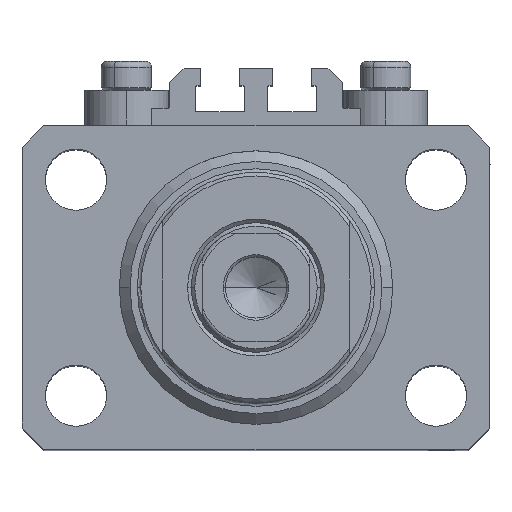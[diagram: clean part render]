
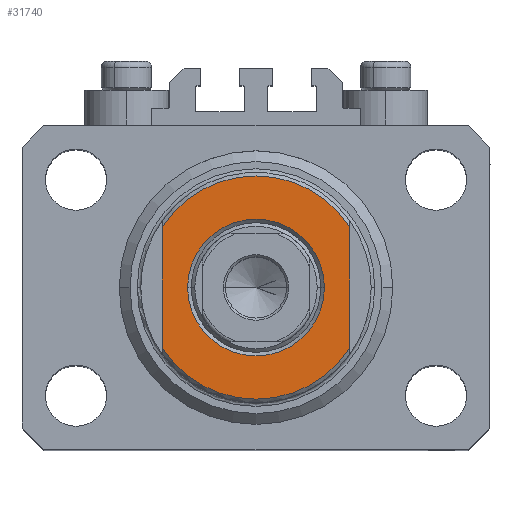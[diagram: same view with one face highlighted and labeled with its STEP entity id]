
A CAD part, top view. The second image highlights one B-rep face of the part: STEP entity #31740.
In plain terms, the highlighted face is planar.
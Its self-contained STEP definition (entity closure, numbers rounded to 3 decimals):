
#185 = DIRECTION ( 'NONE',  ( -1., 0., 0. ) ) ;
#447 = LINE ( 'NONE', #29953, #43607 ) ;
#2690 = VERTEX_POINT ( 'NONE', #3966 ) ;
#3966 = CARTESIAN_POINT ( 'NONE',  ( 9.5, 0., -6.5 ) ) ;
#5540 = CARTESIAN_POINT ( 'NONE',  ( 13., -8.441, -6.5 ) ) ;
#5985 = CARTESIAN_POINT ( 'NONE',  ( 0., 0., -6.5 ) ) ;
#6553 = LINE ( 'NONE', #35086, #32611 ) ;
#7724 = CIRCLE ( 'NONE', #13849, 15.5 ) ;
#8215 = CARTESIAN_POINT ( 'NONE',  ( 0., 0., -6.5 ) ) ;
#11250 = DIRECTION ( 'NONE',  ( 0., -1., 0. ) ) ;
#11810 = DIRECTION ( 'NONE',  ( 0., 0., 1. ) ) ;
#13415 = DIRECTION ( 'NONE',  ( -1., 0., 0. ) ) ;
#13557 = AXIS2_PLACEMENT_3D ( 'NONE', #47209, #44311, #185 ) ;
#13849 = AXIS2_PLACEMENT_3D ( 'NONE', #31662, #17508, #32386 ) ;
#17461 = DIRECTION ( 'NONE',  ( -1., 0., 0. ) ) ;
#17508 = DIRECTION ( 'NONE',  ( 0., 0., -1. ) ) ;
#17663 = CIRCLE ( 'NONE', #20739, 9.5 ) ;
#18955 = CIRCLE ( 'NONE', #45762, 9.5 ) ;
#20739 = AXIS2_PLACEMENT_3D ( 'NONE', #8215, #11810, #26433 ) ;
#21060 = DIRECTION ( 'NONE',  ( 0., 0., -1. ) ) ;
#21450 = ORIENTED_EDGE ( 'NONE', *, *, #31915, .T. ) ;
#22330 = EDGE_CURVE ( 'NONE', #23361, #27441, #6553, .T. ) ;
#22874 = VERTEX_POINT ( 'NONE', #46191 ) ;
#23361 = VERTEX_POINT ( 'NONE', #24227 ) ;
#24227 = CARTESIAN_POINT ( 'NONE',  ( -13., 8.441, -6.5 ) ) ;
#26207 = EDGE_CURVE ( 'NONE', #47070, #38649, #447, .T. ) ;
#26433 = DIRECTION ( 'NONE',  ( -1., 0., 0. ) ) ;
#27441 = VERTEX_POINT ( 'NONE', #35020 ) ;
#28257 = FACE_OUTER_BOUND ( 'NONE', #31401, .T. ) ;
#28411 = ORIENTED_EDGE ( 'NONE', *, *, #30401, .T. ) ;
#29953 = CARTESIAN_POINT ( 'NONE',  ( 13., -43.081, -6.5 ) ) ;
#30401 = EDGE_CURVE ( 'NONE', #23361, #47070, #7724, .T. ) ;
#31134 = AXIS2_PLACEMENT_3D ( 'NONE', #39309, #21060, #17461 ) ;
#31401 = EDGE_LOOP ( 'NONE', ( #28411, #44744, #21450, #38087 ) ) ;
#31662 = CARTESIAN_POINT ( 'NONE',  ( 0., 0., -6.5 ) ) ;
#31740 = ADVANCED_FACE ( 'NONE', ( #31842, #28257 ), #42907, .T. ) ;
#31842 = FACE_BOUND ( 'NONE', #41115, .T. ) ;
#31915 = EDGE_CURVE ( 'NONE', #38649, #27441, #34233, .T. ) ;
#32236 = ORIENTED_EDGE ( 'NONE', *, *, #45162, .T. ) ;
#32386 = DIRECTION ( 'NONE',  ( -1., 0., 0. ) ) ;
#32611 = VECTOR ( 'NONE', #34858, 1000. ) ;
#34233 = CIRCLE ( 'NONE', #13557, 15.5 ) ;
#34858 = DIRECTION ( 'NONE',  ( 0., -1., 0. ) ) ;
#35020 = CARTESIAN_POINT ( 'NONE',  ( -13., -8.441, -6.5 ) ) ;
#35086 = CARTESIAN_POINT ( 'NONE',  ( -13., -43.081, -6.5 ) ) ;
#35244 = DIRECTION ( 'NONE',  ( 0., 0., 1. ) ) ;
#35592 = CARTESIAN_POINT ( 'NONE',  ( 13., 8.441, -6.5 ) ) ;
#37098 = ORIENTED_EDGE ( 'NONE', *, *, #37138, .T. ) ;
#37138 = EDGE_CURVE ( 'NONE', #2690, #22874, #18955, .T. ) ;
#38087 = ORIENTED_EDGE ( 'NONE', *, *, #22330, .F. ) ;
#38649 = VERTEX_POINT ( 'NONE', #5540 ) ;
#39309 = CARTESIAN_POINT ( 'NONE',  ( 0., 0., -6.5 ) ) ;
#41115 = EDGE_LOOP ( 'NONE', ( #32236, #37098 ) ) ;
#42907 = PLANE ( 'NONE',  #31134 ) ;
#43607 = VECTOR ( 'NONE', #11250, 1000. ) ;
#44311 = DIRECTION ( 'NONE',  ( 0., 0., -1. ) ) ;
#44744 = ORIENTED_EDGE ( 'NONE', *, *, #26207, .T. ) ;
#45162 = EDGE_CURVE ( 'NONE', #22874, #2690, #17663, .T. ) ;
#45762 = AXIS2_PLACEMENT_3D ( 'NONE', #5985, #35244, #13415 ) ;
#46191 = CARTESIAN_POINT ( 'NONE',  ( -9.5, 0., -6.5 ) ) ;
#47070 = VERTEX_POINT ( 'NONE', #35592 ) ;
#47209 = CARTESIAN_POINT ( 'NONE',  ( 0., 0., -6.5 ) ) ;
